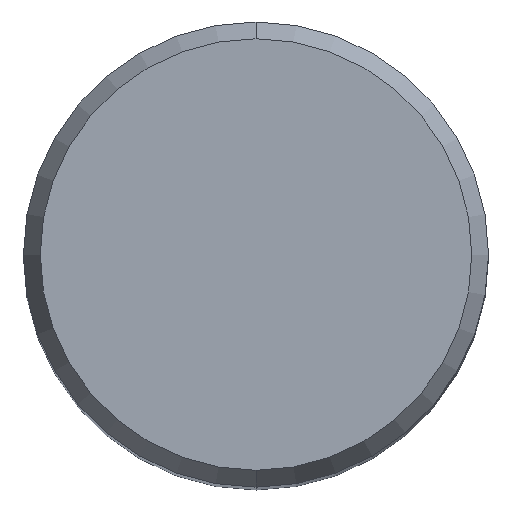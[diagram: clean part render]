
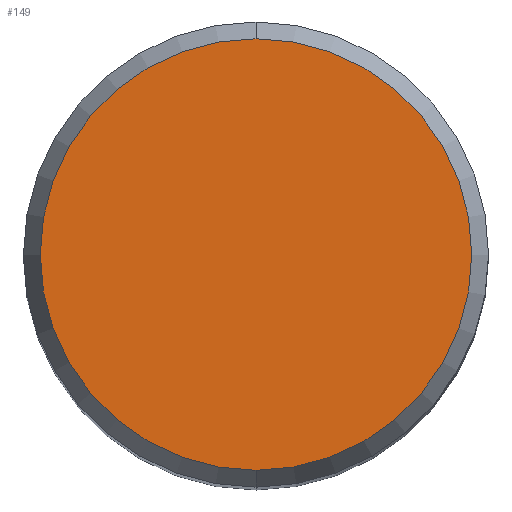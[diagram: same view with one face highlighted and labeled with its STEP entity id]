
A CAD part, top view. The second image highlights one B-rep face of the part: STEP entity #149.
In plain terms, the highlighted planar face has unit normal (0, 0, 1).
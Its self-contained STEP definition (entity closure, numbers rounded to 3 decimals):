
#107=VERTEX_POINT('',#259);
#149=ADVANCED_FACE('',(#306),#307,.T.);
#167=EDGE_CURVE('',#219,#107,#327,.T.);
#219=VERTEX_POINT('',#386);
#223=EDGE_CURVE('',#107,#219,#390,.T.);
#259=CARTESIAN_POINT('',(0.0,5.892,0.0));
#306=FACE_OUTER_BOUND('',#483,.T.);
#307=PLANE('',#484);
#327=CIRCLE('',#511,5.892);
#386=CARTESIAN_POINT('',(0.,-5.892,0.0));
#390=CIRCLE('',#589,5.892);
#483=EDGE_LOOP('',(#673,#674));
#484=AXIS2_PLACEMENT_3D('',#675,#676,#677);
#511=AXIS2_PLACEMENT_3D('',#701,#702,#703);
#589=AXIS2_PLACEMENT_3D('',#778,#779,#780);
#673=ORIENTED_EDGE('',*,*,#223,.F.);
#674=ORIENTED_EDGE('',*,*,#167,.F.);
#675=CARTESIAN_POINT('',(0.0,2.946,0.0));
#676=DIRECTION('',(-0.0,0.0,1.0));
#677=DIRECTION('',(0.0,-1.0,0.0));
#701=CARTESIAN_POINT('',(0.0,0.0,0.0));
#702=DIRECTION('',(0.0,0.0,-1.0));
#703=DIRECTION('',(0.0,1.0,0.0));
#778=CARTESIAN_POINT('',(0.0,0.0,0.0));
#779=DIRECTION('',(0.0,0.0,-1.0));
#780=DIRECTION('',(0.0,1.0,0.0));
